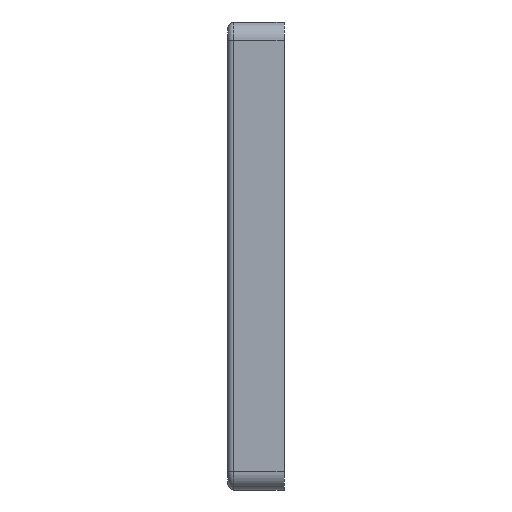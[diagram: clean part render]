
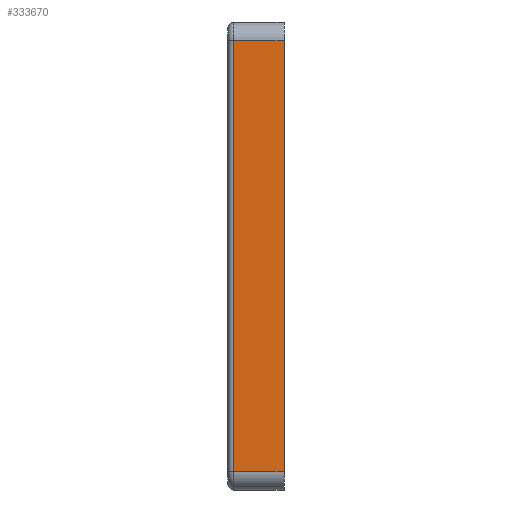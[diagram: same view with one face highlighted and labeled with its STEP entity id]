
A CAD part, left-side view. The second image highlights one B-rep face of the part: STEP entity #333670.
In plain terms, the highlighted planar face has unit normal (-1, 0, 0).
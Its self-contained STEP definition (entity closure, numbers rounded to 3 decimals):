
#100410=CARTESIAN_POINT('',(6391.,418.,258.5));
#100420=VERTEX_POINT('',#100410);
#100450=CARTESIAN_POINT('',(6391.,418.,273.263));
#100460=DIRECTION('',(0.,0.,1.));
#100470=VECTOR('',#100460,1.);
#100480=LINE('',#100450,#100470);
#100490=CARTESIAN_POINT('',(6391.,418.,281.5));
#100500=VERTEX_POINT('',#100490);
#100510=EDGE_CURVE('',#100420,#100500,#100480,.T.);
#310170=CARTESIAN_POINT('',(6391.,420.7,258.5));
#310180=VERTEX_POINT('',#310170);
#310380=CARTESIAN_POINT('',(6391.,421.,258.5));
#310390=DIRECTION('',(0.,-1.,0.));
#310400=VECTOR('',#310390,1.);
#310410=LINE('',#310380,#310400);
#310420=EDGE_CURVE('',#310180,#100420,#310410,.T.);
#333310=CARTESIAN_POINT('',(6391.,420.7,273.263));
#333320=DIRECTION('',(0.,0.,1.));
#333330=VECTOR('',#333320,1.);
#333340=LINE('',#333310,#333330);
#333350=CARTESIAN_POINT('',(6391.,420.7,281.5));
#333360=VERTEX_POINT('',#333350);
#333370=EDGE_CURVE('',#310180,#333360,#333340,.T.);
#333510=CARTESIAN_POINT('',(6391.,421.,257.5));
#333520=DIRECTION('',(-1.,0.,0.));
#333530=DIRECTION('',(0.,0.,1.));
#333540=AXIS2_PLACEMENT_3D('',#333510,#333520,#333530);
#333550=PLANE('',#333540);
#333560=ORIENTED_EDGE('',*,*,#100510,.T.);
#333570=ORIENTED_EDGE('',*,*,#310420,.T.);
#333580=ORIENTED_EDGE('',*,*,#333370,.F.);
#333590=CARTESIAN_POINT('',(6391.,421.,281.5));
#333600=DIRECTION('',(0.,-1.,0.));
#333610=VECTOR('',#333600,1.);
#333620=LINE('',#333590,#333610);
#333630=EDGE_CURVE('',#333360,#100500,#333620,.T.);
#333640=ORIENTED_EDGE('',*,*,#333630,.F.);
#333650=EDGE_LOOP('',(#333640,#333580,#333570,#333560));
#333660=FACE_OUTER_BOUND('',#333650,.T.);
#333670=ADVANCED_FACE('',(#333660),#333550,.T.);
